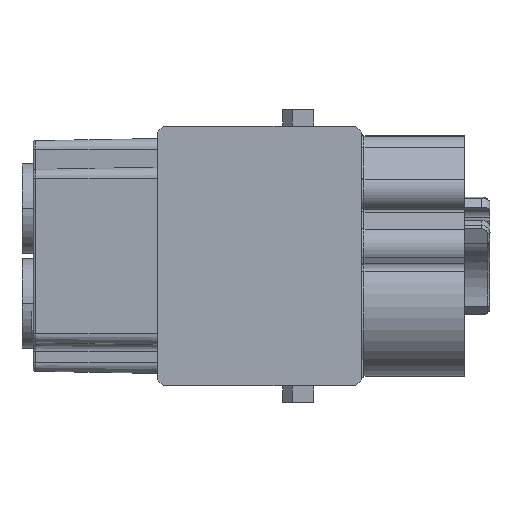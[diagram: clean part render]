
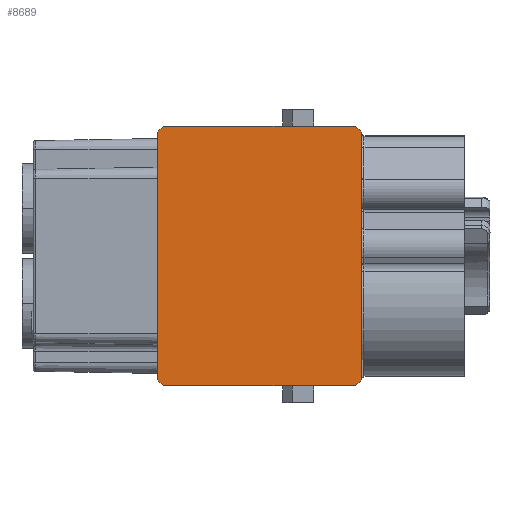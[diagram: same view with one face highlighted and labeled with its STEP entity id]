
A CAD part, left-side view. The second image highlights one B-rep face of the part: STEP entity #8689.
In plain terms, the highlighted planar face has unit normal (-1, 0, 0).
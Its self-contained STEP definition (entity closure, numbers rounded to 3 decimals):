
#1250=DIRECTION('',(0.,0.,1.));
#1251=VECTOR('',#1250,28.9);
#1252=CARTESIAN_POINT('',(-7.35,-20.85,-14.5));
#1253=LINE('',#1252,#1251);
#1566=DIRECTION('',(0.,-0.707,-0.707));
#1567=VECTOR('',#1566,0.99);
#1568=CARTESIAN_POINT('',(-7.35,-20.15,15.1));
#1569=LINE('',#1568,#1567);
#1570=DIRECTION('',(0.,0.707,-0.707));
#1571=VECTOR('',#1570,0.99);
#1572=CARTESIAN_POINT('',(-7.35,-20.85,-14.5));
#1573=LINE('',#1572,#1571);
#1574=DIRECTION('',(0.,0.707,0.707));
#1575=VECTOR('',#1574,0.99);
#1576=CARTESIAN_POINT('',(-7.35,2.25,-15.2));
#1577=LINE('',#1576,#1575);
#1578=DIRECTION('',(0.,-0.707,0.707));
#1579=VECTOR('',#1578,0.99);
#1580=CARTESIAN_POINT('',(-7.35,2.95,14.4));
#1581=LINE('',#1580,#1579);
#1602=DIRECTION('',(0.,1.,0.));
#1603=VECTOR('',#1602,22.4);
#1604=CARTESIAN_POINT('',(-7.35,-20.15,15.1));
#1605=LINE('',#1604,#1603);
#1674=DIRECTION('',(0.,0.,-1.));
#1675=VECTOR('',#1674,28.9);
#1676=CARTESIAN_POINT('',(-7.35,2.95,14.4));
#1677=LINE('',#1676,#1675);
#1807=DIRECTION('',(0.,-1.,0.));
#1808=VECTOR('',#1807,22.4);
#1809=CARTESIAN_POINT('',(-7.35,2.25,-15.2));
#1810=LINE('',#1809,#1808);
#5409=CARTESIAN_POINT('',(-7.35,-20.15,15.1));
#5410=CARTESIAN_POINT('',(-7.35,-20.85,14.4));
#5411=VERTEX_POINT('',#5409);
#5412=VERTEX_POINT('',#5410);
#5413=CARTESIAN_POINT('',(-7.35,-20.85,-14.5));
#5414=VERTEX_POINT('',#5413);
#5415=CARTESIAN_POINT('',(-7.35,-20.15,-15.2));
#5416=VERTEX_POINT('',#5415);
#5417=CARTESIAN_POINT('',(-7.35,2.25,-15.2));
#5418=VERTEX_POINT('',#5417);
#5419=CARTESIAN_POINT('',(-7.35,2.95,-14.5));
#5420=VERTEX_POINT('',#5419);
#5421=CARTESIAN_POINT('',(-7.35,2.95,14.4));
#5422=VERTEX_POINT('',#5421);
#5423=CARTESIAN_POINT('',(-7.35,2.25,15.1));
#5424=VERTEX_POINT('',#5423);
#8668=CARTESIAN_POINT('',(-7.35,-8.95,-0.05));
#8669=DIRECTION('',(1.,0.,0.));
#8670=DIRECTION('',(0.,-1.,0.));
#8671=AXIS2_PLACEMENT_3D('',#8668,#8669,#8670);
#8672=PLANE('',#8671);
#8673=ORIENTED_EDGE('',*,*,#8658,.T.);
#8674=ORIENTED_EDGE('',*,*,#8501,.F.);
#8676=ORIENTED_EDGE('',*,*,#8675,.T.);
#8678=ORIENTED_EDGE('',*,*,#8677,.F.);
#8680=ORIENTED_EDGE('',*,*,#8679,.T.);
#8682=ORIENTED_EDGE('',*,*,#8681,.F.);
#8684=ORIENTED_EDGE('',*,*,#8683,.T.);
#8686=ORIENTED_EDGE('',*,*,#8685,.F.);
#8687=EDGE_LOOP('',(#8673,#8674,#8676,#8678,#8680,#8682,#8684,#8686));
#8688=FACE_OUTER_BOUND('',#8687,.F.);
#8689=ADVANCED_FACE('',(#8688),#8672,.F.);
#8501=EDGE_CURVE('',#5414,#5412,#1253,.T.);
#8658=EDGE_CURVE('',#5411,#5412,#1569,.T.);
#8675=EDGE_CURVE('',#5414,#5416,#1573,.T.);
#8677=EDGE_CURVE('',#5418,#5416,#1810,.T.);
#8679=EDGE_CURVE('',#5418,#5420,#1577,.T.);
#8681=EDGE_CURVE('',#5422,#5420,#1677,.T.);
#8683=EDGE_CURVE('',#5422,#5424,#1581,.T.);
#8685=EDGE_CURVE('',#5411,#5424,#1605,.T.);
